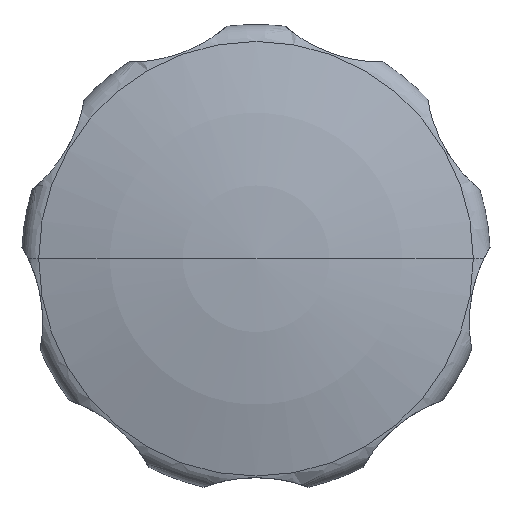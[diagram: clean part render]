
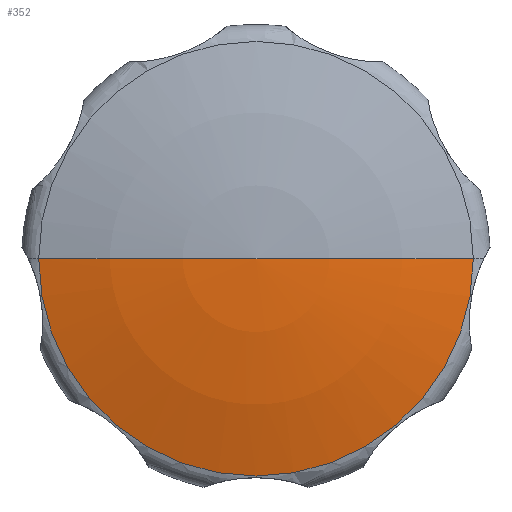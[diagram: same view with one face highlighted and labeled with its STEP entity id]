
A CAD part, top view. The second image highlights one B-rep face of the part: STEP entity #352.
In plain terms, the highlighted spherical face has radius 67.309 mm.
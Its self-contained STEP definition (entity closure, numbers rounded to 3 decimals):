
#224=EDGE_CURVE('',#448,#458,#625,.T.);
#300=VERTEX_POINT('',#710);
#352=ADVANCED_FACE('',(#768),#769,.T.);
#392=EDGE_CURVE('',#300,#458,#811,.T.);
#448=VERTEX_POINT('',#872);
#454=EDGE_CURVE('',#300,#448,#878,.T.);
#458=VERTEX_POINT('',#882);
#625=CIRCLE('',#1056,67.309);
#710=CARTESIAN_POINT('',(-18.551,0.,42.393));
#768=FACE_OUTER_BOUND('',#1407,.T.);
#769=SPHERICAL_SURFACE('',#1408,67.309);
#811=CIRCLE('',#1491,18.551);
#872=CARTESIAN_POINT('',(0.,0.,45.0));
#878=CIRCLE('',#1742,67.309);
#882=CARTESIAN_POINT('',(18.551,0.,42.393));
#1056=AXIS2_PLACEMENT_3D('',#2190,#2191,#2192);
#1407=EDGE_LOOP('',(#2395,#2396,#2397));
#1408=AXIS2_PLACEMENT_3D('',#2398,#2399,#2400);
#1491=AXIS2_PLACEMENT_3D('',#2429,#2430,#2431);
#1742=AXIS2_PLACEMENT_3D('',#2499,#2500,#2501);
#2190=CARTESIAN_POINT('',(0.,0.,-22.309));
#2191=DIRECTION('',(0.,1.0,0.));
#2192=DIRECTION('',(0.0,0.,-1.0));
#2395=ORIENTED_EDGE('',*,*,#454,.F.);
#2396=ORIENTED_EDGE('',*,*,#392,.T.);
#2397=ORIENTED_EDGE('',*,*,#224,.F.);
#2398=CARTESIAN_POINT('',(0.,0.,-22.309));
#2399=DIRECTION('',(0.,0.,1.0));
#2400=DIRECTION('',(-1.0,0.,0.0));
#2429=CARTESIAN_POINT('',(0.,0.,42.393));
#2430=DIRECTION('',(0.,0.,1.0));
#2431=DIRECTION('',(-1.0,0.,0.));
#2499=CARTESIAN_POINT('',(0.,0.,-22.309));
#2500=DIRECTION('',(0.,1.0,0.));
#2501=DIRECTION('',(0.0,0.,-1.0));
